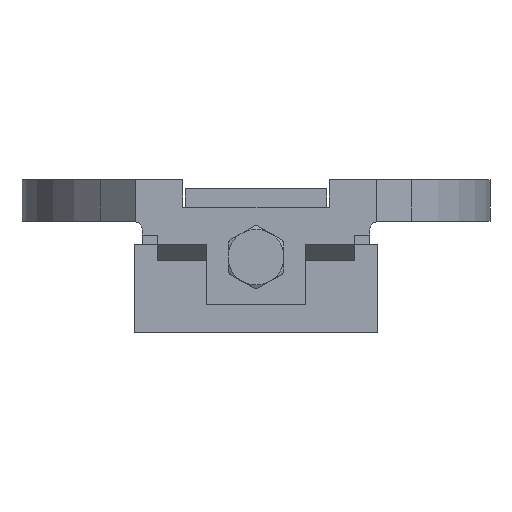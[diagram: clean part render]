
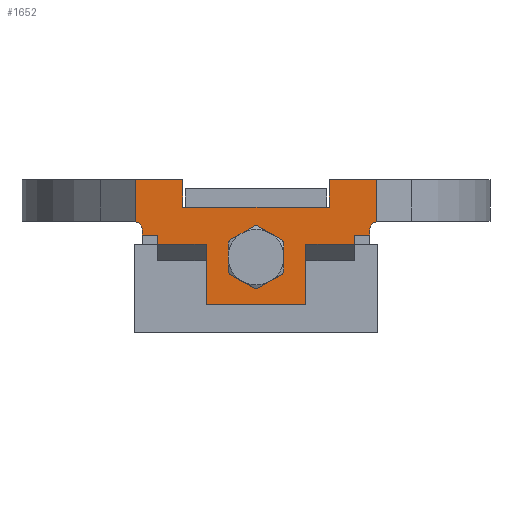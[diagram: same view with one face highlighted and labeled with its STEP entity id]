
A CAD part, left-side view. The second image highlights one B-rep face of the part: STEP entity #1652.
In plain terms, the highlighted planar face has unit normal (-1, 0, 0).
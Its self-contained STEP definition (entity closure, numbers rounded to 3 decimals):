
#1652=ADVANCED_FACE('',(#2513,#2514),#1826,.T.);
#1826=PLANE('',#4684);
#1976=LINE('',#6167,#2268);
#1986=LINE('',#6203,#2278);
#1992=LINE('',#6216,#2284);
#1998=LINE('',#6229,#2290);
#2012=LINE('',#6273,#2304);
#2021=LINE('',#6314,#2313);
#2029=LINE('',#6333,#2321);
#2030=LINE('',#6334,#2322);
#2031=LINE('',#6336,#2323);
#2032=LINE('',#6338,#2324);
#2033=LINE('',#6339,#2325);
#2034=LINE('',#6342,#2326);
#2035=LINE('',#6343,#2327);
#2036=LINE('',#6345,#2328);
#2037=LINE('',#6347,#2329);
#2038=LINE('',#6349,#2330);
#2039=LINE('',#6351,#2331);
#2040=LINE('',#6352,#2332);
#2268=VECTOR('',#5084,1.);
#2278=VECTOR('',#5110,1.);
#2284=VECTOR('',#5120,1.);
#2290=VECTOR('',#5128,1.);
#2304=VECTOR('',#5166,1.);
#2313=VECTOR('',#5205,1.);
#2321=VECTOR('',#5219,1.);
#2322=VECTOR('',#5220,1.);
#2323=VECTOR('',#5221,1.);
#2324=VECTOR('',#5222,1.);
#2325=VECTOR('',#5223,1.);
#2326=VECTOR('',#5226,1.);
#2327=VECTOR('',#5227,1.);
#2328=VECTOR('',#5228,1.);
#2329=VECTOR('',#5229,1.);
#2330=VECTOR('',#5230,1.);
#2331=VECTOR('',#5231,1.);
#2332=VECTOR('',#5232,1.);
#2513=FACE_BOUND('',#2670,.T.);
#2514=FACE_BOUND('',#2671,.T.);
#2670=EDGE_LOOP('',(#3127));
#2671=EDGE_LOOP('',(#3128,#3129,#3130,#3131,#3132,#3133,#3134,#3135,#3136,
#3137,#3138,#3139,#3140,#3141,#3142,#3143,#3144,#3145,#3146,#3147));
#3127=ORIENTED_EDGE('',*,*,#4208,.T.);
#3128=ORIENTED_EDGE('',*,*,#4209,.T.);
#3129=ORIENTED_EDGE('',*,*,#4210,.T.);
#3130=ORIENTED_EDGE('',*,*,#4129,.T.);
#3131=ORIENTED_EDGE('',*,*,#4211,.T.);
#3132=ORIENTED_EDGE('',*,*,#4212,.F.);
#3133=ORIENTED_EDGE('',*,*,#4213,.F.);
#3134=ORIENTED_EDGE('',*,*,#4179,.T.);
#3135=ORIENTED_EDGE('',*,*,#4214,.T.);
#3136=ORIENTED_EDGE('',*,*,#4215,.T.);
#3137=ORIENTED_EDGE('',*,*,#4200,.T.);
#3138=ORIENTED_EDGE('',*,*,#4152,.T.);
#3139=ORIENTED_EDGE('',*,*,#4216,.T.);
#3140=ORIENTED_EDGE('',*,*,#4146,.T.);
#3141=ORIENTED_EDGE('',*,*,#4217,.T.);
#3142=ORIENTED_EDGE('',*,*,#4218,.T.);
#3143=ORIENTED_EDGE('',*,*,#4219,.F.);
#3144=ORIENTED_EDGE('',*,*,#4220,.T.);
#3145=ORIENTED_EDGE('',*,*,#4221,.F.);
#3146=ORIENTED_EDGE('',*,*,#4158,.T.);
#3147=ORIENTED_EDGE('',*,*,#4222,.F.);
#3800=VERTEX_POINT('',#6168);
#3801=VERTEX_POINT('',#6169);
#3817=VERTEX_POINT('',#6202);
#3818=VERTEX_POINT('',#6204);
#3822=VERTEX_POINT('',#6215);
#3823=VERTEX_POINT('',#6217);
#3826=VERTEX_POINT('',#6224);
#3828=VERTEX_POINT('',#6228);
#3846=VERTEX_POINT('',#6272);
#3847=VERTEX_POINT('',#6274);
#3864=VERTEX_POINT('',#6315);
#3869=VERTEX_POINT('',#6329);
#3870=VERTEX_POINT('',#6331);
#3871=VERTEX_POINT('',#6332);
#3872=VERTEX_POINT('',#6335);
#3873=VERTEX_POINT('',#6337);
#3874=VERTEX_POINT('',#6340);
#3875=VERTEX_POINT('',#6344);
#3876=VERTEX_POINT('',#6346);
#3877=VERTEX_POINT('',#6348);
#3878=VERTEX_POINT('',#6350);
#4129=EDGE_CURVE('',#3800,#3801,#1976,.T.);
#4146=EDGE_CURVE('',#3818,#3817,#1986,.T.);
#4152=EDGE_CURVE('',#3823,#3822,#1992,.T.);
#4158=EDGE_CURVE('',#3826,#3828,#1998,.T.);
#4179=EDGE_CURVE('',#3847,#3846,#2012,.T.);
#4200=EDGE_CURVE('',#3864,#3823,#2021,.T.);
#4208=EDGE_CURVE('',#3869,#3869,#4508,.T.);
#4209=EDGE_CURVE('',#3870,#3871,#4509,.T.);
#4210=EDGE_CURVE('',#3871,#3800,#2029,.T.);
#4211=EDGE_CURVE('',#3801,#3872,#2030,.T.);
#4212=EDGE_CURVE('',#3873,#3872,#2031,.T.);
#4213=EDGE_CURVE('',#3847,#3873,#2032,.T.);
#4214=EDGE_CURVE('',#3846,#3874,#2033,.T.);
#4215=EDGE_CURVE('',#3874,#3864,#4510,.T.);
#4216=EDGE_CURVE('',#3822,#3818,#2034,.T.);
#4217=EDGE_CURVE('',#3817,#3875,#2035,.T.);
#4218=EDGE_CURVE('',#3875,#3876,#2036,.T.);
#4219=EDGE_CURVE('',#3877,#3876,#2037,.T.);
#4220=EDGE_CURVE('',#3877,#3878,#2038,.T.);
#4221=EDGE_CURVE('',#3826,#3878,#2039,.T.);
#4222=EDGE_CURVE('',#3870,#3828,#2040,.T.);
#4508=CIRCLE('',#4681,8.1);
#4509=CIRCLE('',#4682,4.);
#4510=CIRCLE('',#4683,4.);
#4681=AXIS2_PLACEMENT_3D('',#6328,#5215,#5216);
#4682=AXIS2_PLACEMENT_3D('',#6330,#5217,#5218);
#4683=AXIS2_PLACEMENT_3D('',#6341,#5224,#5225);
#4684=AXIS2_PLACEMENT_3D('',#6353,#5233,#5234);
#5084=DIRECTION('',(0.,1.,0.));
#5110=DIRECTION('',(0.,-1.,0.));
#5120=DIRECTION('',(0.,-1.,0.));
#5128=DIRECTION('',(0.,-1.,0.));
#5166=DIRECTION('',(0.,1.,0.));
#5205=DIRECTION('',(0.,0.,-1.));
#5215=DIRECTION('',(1.,0.,0.));
#5216=DIRECTION('',(0.,0.,-1.));
#5217=DIRECTION('',(1.,0.,0.));
#5218=DIRECTION('',(0.,0.,1.));
#5219=DIRECTION('',(0.,0.,1.));
#5220=DIRECTION('',(0.,0.,-1.));
#5221=DIRECTION('',(0.,-1.,0.));
#5222=DIRECTION('',(0.,0.,-1.));
#5223=DIRECTION('',(0.,0.,-1.));
#5224=DIRECTION('',(1.,0.,0.));
#5225=DIRECTION('',(0.,0.,1.));
#5226=DIRECTION('',(0.,0.,-1.));
#5227=DIRECTION('',(0.,0.,-1.));
#5228=DIRECTION('',(0.,-1.,0.));
#5229=DIRECTION('',(0.,0.,-1.));
#5230=DIRECTION('',(0.,-1.,0.));
#5231=DIRECTION('',(0.,0.,-1.));
#5232=DIRECTION('',(0.,0.,-1.));
#5233=DIRECTION('',(-1.,0.,0.));
#5234=DIRECTION('',(0.,0.,1.));
#6167=CARTESIAN_POINT('',(-112.124,-67.,22.847));
#6168=CARTESIAN_POINT('',(-112.124,-52.,22.847));
#6169=CARTESIAN_POINT('',(-112.124,-31.5,22.847));
#6202=CARTESIAN_POINT('',(-112.124,21.5,-5.153));
#6203=CARTESIAN_POINT('',(-112.124,70.,-5.153));
#6204=CARTESIAN_POINT('',(-112.124,42.5,-5.153));
#6215=CARTESIAN_POINT('',(-112.124,42.5,-1.153));
#6216=CARTESIAN_POINT('',(-112.124,49.,-1.153));
#6217=CARTESIAN_POINT('',(-112.124,49.,-1.153));
#6224=CARTESIAN_POINT('',(-112.124,-42.5,-1.153));
#6228=CARTESIAN_POINT('',(-112.124,-49.,-1.153));
#6229=CARTESIAN_POINT('',(-112.124,49.,-1.153));
#6272=CARTESIAN_POINT('',(-112.124,52.,22.847));
#6273=CARTESIAN_POINT('',(-112.124,-67.,22.847));
#6274=CARTESIAN_POINT('',(-112.124,31.5,22.847));
#6314=CARTESIAN_POINT('',(-112.124,49.,-1.153));
#6315=CARTESIAN_POINT('',(-112.124,49.,0.847));
#6328=CARTESIAN_POINT('',(-112.124,0.,-10.653));
#6329=CARTESIAN_POINT('',(-112.124,0.,-18.753));
#6330=CARTESIAN_POINT('',(-112.124,-53.,0.847));
#6331=CARTESIAN_POINT('',(-112.124,-49.,0.847));
#6332=CARTESIAN_POINT('',(-112.124,-52.,4.72));
#6333=CARTESIAN_POINT('',(-112.124,-52.,4.847));
#6334=CARTESIAN_POINT('',(-112.124,-31.5,10.847));
#6335=CARTESIAN_POINT('',(-112.124,-31.5,10.847));
#6336=CARTESIAN_POINT('',(-112.124,31.5,10.847));
#6337=CARTESIAN_POINT('',(-112.124,31.5,10.847));
#6338=CARTESIAN_POINT('',(-112.124,31.5,10.847));
#6339=CARTESIAN_POINT('',(-112.124,52.,4.847));
#6340=CARTESIAN_POINT('',(-112.124,52.,4.72));
#6341=CARTESIAN_POINT('',(-112.124,53.,0.847));
#6342=CARTESIAN_POINT('',(-112.124,42.5,-12.153));
#6343=CARTESIAN_POINT('',(-112.124,21.5,-31.153));
#6344=CARTESIAN_POINT('',(-112.124,21.5,-31.153));
#6345=CARTESIAN_POINT('',(-112.124,21.5,-31.153));
#6346=CARTESIAN_POINT('',(-112.124,-21.5,-31.153));
#6347=CARTESIAN_POINT('',(-112.124,-21.5,-31.153));
#6348=CARTESIAN_POINT('',(-112.124,-21.5,-5.153));
#6349=CARTESIAN_POINT('',(-112.124,70.,-5.153));
#6350=CARTESIAN_POINT('',(-112.124,-42.5,-5.153));
#6351=CARTESIAN_POINT('',(-112.124,-42.5,-12.153));
#6352=CARTESIAN_POINT('',(-112.124,-49.,-1.153));
#6353=CARTESIAN_POINT('',(-112.124,49.,4.847));
